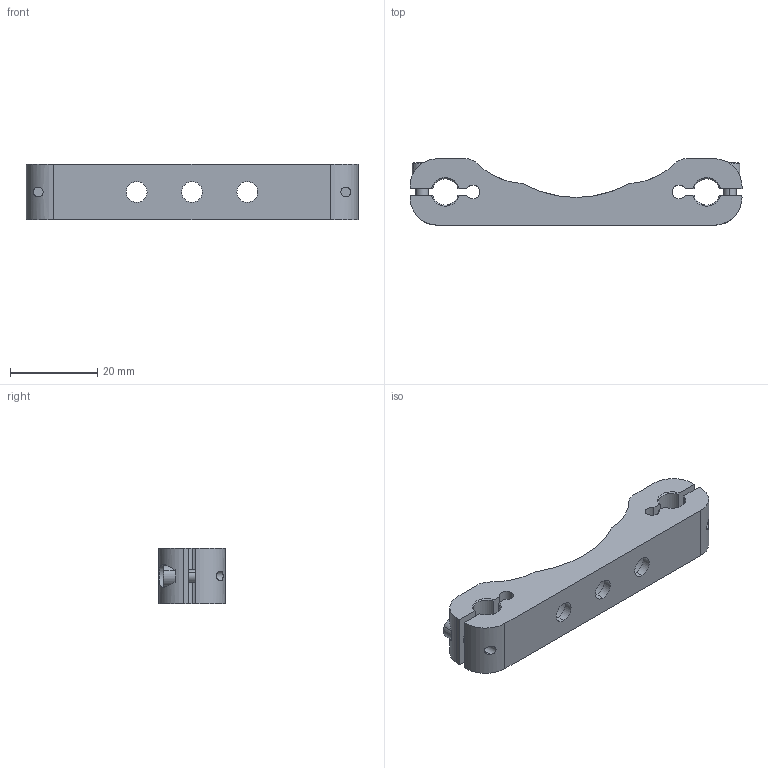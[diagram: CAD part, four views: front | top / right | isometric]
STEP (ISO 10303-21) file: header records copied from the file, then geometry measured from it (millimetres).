
FILE_DESCRIPTION (( 'STEP AP214' ), '1' );
FILE_NAME ('23365-E0W.STEP', '2015-10-28T15:49:47', ( 'admin' ), ( '' ), 'SwSTEP 2.0', 'SolidWorks 2014', '' );
FILE_SCHEMA (( 'AUTOMOTIVE_DESIGN' ));
Length unit declared in the file: millimetre
Products named in the file (1): 23365-E0W
Bounding box: 76.2 x 15.24 x 12.7 mm (x, y, z)
Volume: 8457.6 mm3; surface area: 5581.2 mm2
Topology: 3 solids, 3 shells, 119 faces, 298 edges, 192 vertices
Faces by surface type: plane 52, cylinder 51, cone 16
Entity records: 5308 total; most frequent: CARTESIAN_POINT 1047, DIRECTION 604, ORIENTED_EDGE 596, EDGE_CURVE 298, AXIS2_PLACEMENT_3D 222, VERTEX_POINT 192, VECTOR 160, LINE 160
